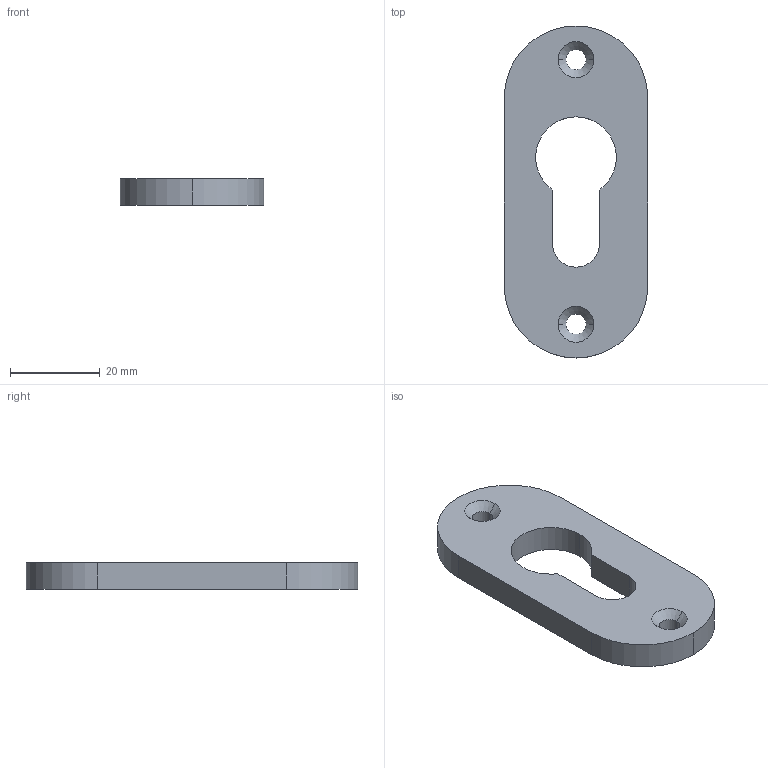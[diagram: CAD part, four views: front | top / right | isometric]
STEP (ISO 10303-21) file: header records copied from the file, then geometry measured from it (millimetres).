
FILE_DESCRIPTION (( 'STEP AP203' ), '1' );
FILE_NAME ('15200.STEP', '2019-07-31T10:38:59', ( '' ), ( '' ), 'SwSTEP 2.0', 'SolidWorks 2015', '' );
FILE_SCHEMA (( 'CONFIG_CONTROL_DESIGN' ));
Length unit declared in the file: millimetre
Products named in the file (1): 15200
Bounding box: 32 x 74 x 6 mm (x, y, z)
Volume: 10177.3 mm3; surface area: 5188.4 mm2
Topology: 1 solids, 1 shells, 192 faces, 512 edges, 340 vertices
Faces by surface type: plane 96, bspline 80, cylinder 12, cone 4
Entity records: 10553 total; most frequent: CARTESIAN_POINT 6197, ORIENTED_EDGE 1024, DIRECTION 606, EDGE_CURVE 512, VERTEX_POINT 340, LINE 324, VECTOR 324, EDGE_LOOP 216
